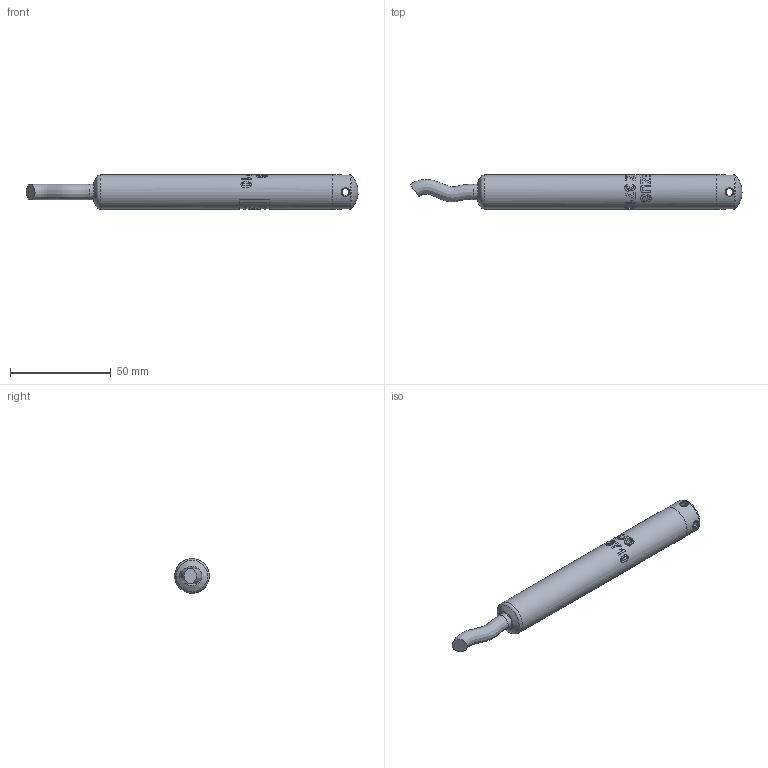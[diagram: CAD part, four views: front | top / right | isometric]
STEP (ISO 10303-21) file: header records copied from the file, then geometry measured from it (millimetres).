
FILE_DESCRIPTION(/* description */ (''),/* implementation_level */ '2;1');
FILE_NAME(/* name */ 'ALZ3710_standard.step',/* time_stamp */ '2021-07-29T15:27:02+03:00',/* author */ (''),/* organization */ (''),/* preprocessor_version */ 'ST-DEVELOPER v18.1',/* originating_system */ 'Autodesk Translation Framework v10.9.0.1377',/* authorisation */ '');
FILE_SCHEMA (('AUTOMOTIVE_DESIGN { 1 0 10303 214 3 1 1 }'));
Length unit declared in the file: millimetre
Products named in the file (3): АЛЗ 3925 (3710) - filled; Cover; ALZ
Assembly tree (2 placements, depth 2):
  АЛЗ 3925 (3710) - filled
    Cover
    ALZ
Bounding box: 164.55 x 17 x 17 mm (x, y, z)
Volume: 29193.7 mm3; surface area: 9414.9 mm2
Topology: 3 solids, 3 shells, 270 faces, 721 edges, 481 vertices
Faces by surface type: bspline 203, cylinder 34, plane 25, torus 6, sphere 2
Full cylindrical faces by diameter (mm): 3.3 x4, 7.6 x2, 12 x1, 13 x1, 15 x1, 15.8 x4, 17 x2
Entity records: 12677 total; most frequent: CARTESIAN_POINT 7201, ORIENTED_EDGE 1442, EDGE_CURVE 721, DIRECTION 499, VERTEX_POINT 481, B_SPLINE_CURVE_WITH_KNOTS 419, EDGE_LOOP 302, FACE_OUTER_BOUND 270
